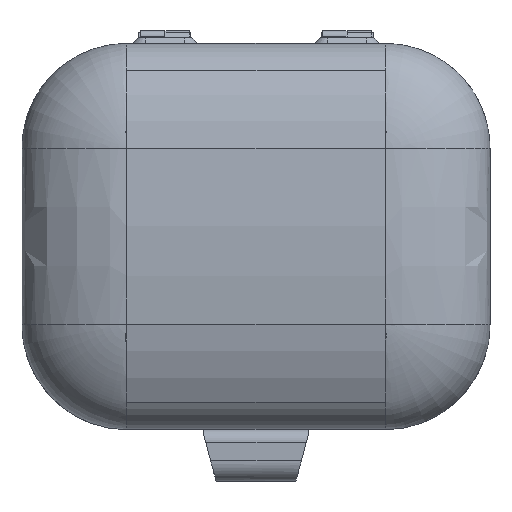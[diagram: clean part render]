
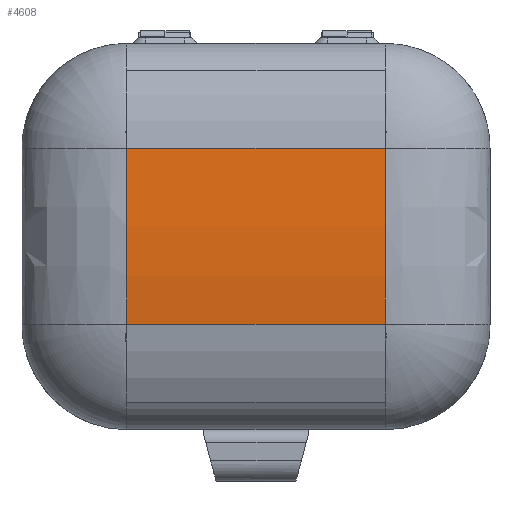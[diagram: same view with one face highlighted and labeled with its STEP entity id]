
A CAD part, top view. The second image highlights one B-rep face of the part: STEP entity #4608.
In plain terms, the highlighted cylindrical face has radius 298.919 mm (diameter 597.838 mm), a partial arc.
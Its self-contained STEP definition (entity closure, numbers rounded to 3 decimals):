
#829=CARTESIAN_POINT('',(123.058,302.434,44.328));
#830=VERTEX_POINT('',#829);
#848=CARTESIAN_POINT('',(123.058,234.598,44.328));
#849=VERTEX_POINT('',#848);
#850=CARTESIAN_POINT('',(123.058,302.434,44.328));
#851=CARTESIAN_POINT('',(123.058,279.871,46.905));
#852=CARTESIAN_POINT('',(123.058,257.161,46.905));
#853=CARTESIAN_POINT('',(123.058,234.598,44.328));
#861=(BOUNDED_CURVE()B_SPLINE_CURVE(3,(#850,#851,#852,#853),.UNSPECIFIED.,.F.,.U.)CURVE()GEOMETRIC_REPRESENTATION_ITEM()QUASI_UNIFORM_CURVE()RATIONAL_B_SPLINE_CURVE((1.0,0.996,0.996,1.0))REPRESENTATION_ITEM(''));
#862=EDGE_CURVE('',#830,#849,#861,.T.);
#4536=CARTESIAN_POINT('',(73.356,234.598,44.328));
#4537=VERTEX_POINT('',#4536);
#4538=CARTESIAN_POINT('',(23.655,234.598,44.328));
#4539=VERTEX_POINT('',#4538);
#4540=CARTESIAN_POINT('',(73.356,234.598,44.328));
#4541=CARTESIAN_POINT('',(23.655,234.598,44.328));
#4542=B_SPLINE_CURVE_WITH_KNOTS('',1,(#4540,#4541),.UNSPECIFIED.,.F.,.U.,(2,2),(0.747,1.0),.UNSPECIFIED.);
#4543=EDGE_CURVE('',#4537,#4539,#4542,.T.);
#4562=CARTESIAN_POINT('',(73.356,234.598,44.328));
#4563=CARTESIAN_POINT('',(123.058,234.598,44.328));
#4564=B_SPLINE_CURVE_WITH_KNOTS('',1,(#4562,#4563),.UNSPECIFIED.,.F.,.U.,(2,2),(0.747,1.0),.UNSPECIFIED.);
#4565=EDGE_CURVE('',#4537,#849,#4564,.T.);
#4570=CARTESIAN_POINT('',(180.55,268.516,-252.66));
#4571=DIRECTION('',(1.0,0.0,0.0));
#4572=DIRECTION('',(0.0,1.0,0.0));
#4573=AXIS2_PLACEMENT_3D('',#4570,#4571,#4572);
#4574=CYLINDRICAL_SURFACE('',#4573,298.919);
#4575=CARTESIAN_POINT('',(73.356,302.434,44.328));
#4576=VERTEX_POINT('',#4575);
#4577=CARTESIAN_POINT('',(23.655,302.434,44.328));
#4578=VERTEX_POINT('',#4577);
#4579=CARTESIAN_POINT('',(73.356,302.434,44.328));
#4580=CARTESIAN_POINT('',(23.655,302.434,44.328));
#4581=B_SPLINE_CURVE_WITH_KNOTS('',1,(#4579,#4580),.UNSPECIFIED.,.F.,.U.,(2,2),(0.747,1.0),.UNSPECIFIED.);
#4582=EDGE_CURVE('',#4576,#4578,#4581,.T.);
#4583=ORIENTED_EDGE('',*,*,#4582,.T.);
#4584=CARTESIAN_POINT('',(23.655,302.434,44.328));
#4585=CARTESIAN_POINT('',(23.655,279.871,46.905));
#4586=CARTESIAN_POINT('',(23.655,257.161,46.905));
#4587=CARTESIAN_POINT('',(23.655,234.598,44.328));
#4595=(BOUNDED_CURVE()B_SPLINE_CURVE(3,(#4584,#4585,#4586,#4587),.UNSPECIFIED.,.F.,.U.)CURVE()GEOMETRIC_REPRESENTATION_ITEM()QUASI_UNIFORM_CURVE()RATIONAL_B_SPLINE_CURVE((1.0,0.996,0.996,1.0))REPRESENTATION_ITEM(''));
#4596=EDGE_CURVE('',#4578,#4539,#4595,.T.);
#4597=ORIENTED_EDGE('',*,*,#4596,.T.);
#4598=ORIENTED_EDGE('',*,*,#4543,.F.);
#4599=ORIENTED_EDGE('',*,*,#4565,.T.);
#4600=ORIENTED_EDGE('',*,*,#862,.F.);
#4601=CARTESIAN_POINT('',(73.356,302.434,44.328));
#4602=CARTESIAN_POINT('',(123.058,302.434,44.328));
#4603=B_SPLINE_CURVE_WITH_KNOTS('',1,(#4601,#4602),.UNSPECIFIED.,.F.,.U.,(2,2),(0.747,1.0),.UNSPECIFIED.);
#4604=EDGE_CURVE('',#4576,#830,#4603,.T.);
#4605=ORIENTED_EDGE('',*,*,#4604,.F.);
#4606=EDGE_LOOP('',(#4583,#4597,#4598,#4599,#4600,#4605));
#4607=FACE_OUTER_BOUND('',#4606,.T.);
#4608=ADVANCED_FACE('',(#4607),#4574,.T.);
